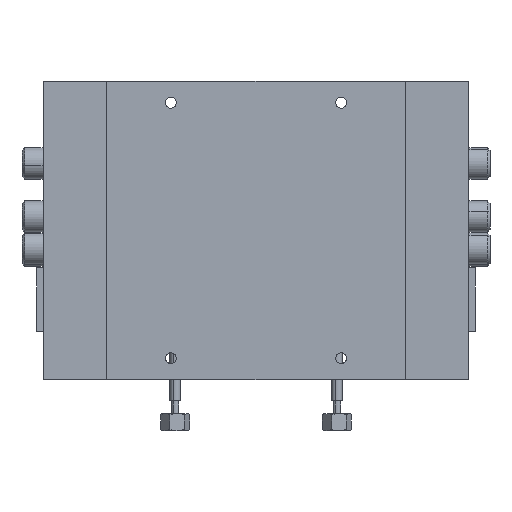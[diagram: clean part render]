
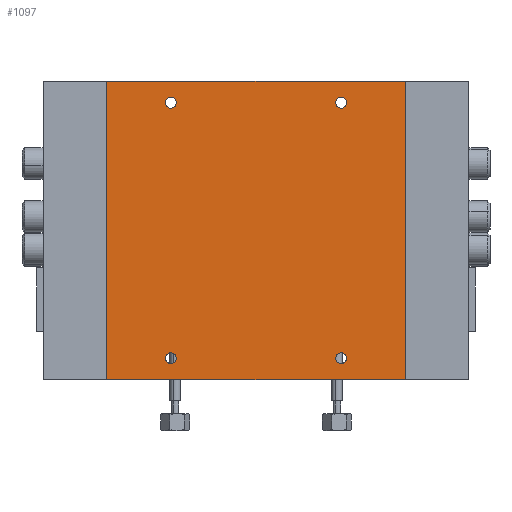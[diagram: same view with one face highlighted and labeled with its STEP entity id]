
A CAD part, front view. The second image highlights one B-rep face of the part: STEP entity #1097.
In plain terms, the highlighted planar face has unit normal (0, -1, 0).
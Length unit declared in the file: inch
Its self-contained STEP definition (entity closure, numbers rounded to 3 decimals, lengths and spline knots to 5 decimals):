
#452 = VERTEX_POINT ( 'NONE', #6485 ) ;
#453 = VERTEX_POINT ( 'NONE', #6484 ) ;
#455 = EDGE_CURVE ( 'NONE', #453, #452, #6483, .T. ) ;
#904 = VERTEX_POINT ( 'NONE', #7269 ) ;
#928 = EDGE_CURVE ( 'NONE', #929, #930, #7298, .T. ) ;
#929 = VERTEX_POINT ( 'NONE', #7289 ) ;
#930 = VERTEX_POINT ( 'NONE', #7352 ) ;
#962 = EDGE_CURVE ( 'NONE', #904, #963, #7372, .T. ) ;
#963 = VERTEX_POINT ( 'NONE', #7368 ) ;
#1097 = ADVANCED_FACE ( 'NONE', ( #7593, #7589, #7588, #7587, #7586 ), #7585, .F. ) ;
#1098 = ORIENTED_EDGE ( 'NONE', *, *, #1099, .T. ) ;
#1099 = EDGE_CURVE ( 'NONE', #5624, #5623, #7579, .T. ) ;
#1100 = ORIENTED_EDGE ( 'NONE', *, *, #5622, .T. ) ;
#1101 = EDGE_LOOP ( 'NONE', ( #1102, #1104 ) ) ;
#1102 = ORIENTED_EDGE ( 'NONE', *, *, #1103, .T. ) ;
#1103 = EDGE_CURVE ( 'NONE', #5674, #5620, #7575, .T. ) ;
#1104 = ORIENTED_EDGE ( 'NONE', *, *, #5619, .T. ) ;
#1105 = EDGE_LOOP ( 'NONE', ( #1106, #1108 ) ) ;
#1106 = ORIENTED_EDGE ( 'NONE', *, *, #1107, .T. ) ;
#1107 = EDGE_CURVE ( 'NONE', #5673, #5672, #7634, .T. ) ;
#1108 = ORIENTED_EDGE ( 'NONE', *, *, #5671, .T. ) ;
#1110 = EDGE_CURVE ( 'NONE', #904, #929, #7629, .T. ) ;
#1120 = EDGE_CURVE ( 'NONE', #963, #930, #7622, .T. ) ;
#1122 = EDGE_LOOP ( 'NONE', ( #1098, #1100 ) ) ;
#1159 = EDGE_LOOP ( 'NONE', ( #1160, #1162 ) ) ;
#1160 = ORIENTED_EDGE ( 'NONE', *, *, #1161, .T. ) ;
#1161 = EDGE_CURVE ( 'NONE', #452, #453, #7678, .T. ) ;
#1162 = ORIENTED_EDGE ( 'NONE', *, *, #455, .T. ) ;
#1163 = EDGE_LOOP ( 'NONE', ( #1164, #1165, #1166, #1168 ) ) ;
#1164 = ORIENTED_EDGE ( 'NONE', *, *, #1120, .F. ) ;
#1165 = ORIENTED_EDGE ( 'NONE', *, *, #962, .F. ) ;
#1166 = ORIENTED_EDGE ( 'NONE', *, *, #1110, .T. ) ;
#1168 = ORIENTED_EDGE ( 'NONE', *, *, #928, .T. ) ;
#5619 = EDGE_CURVE ( 'NONE', #5620, #5674, #15767, .T. ) ;
#5620 = VERTEX_POINT ( 'NONE', #15757 ) ;
#5622 = EDGE_CURVE ( 'NONE', #5623, #5624, #15756, .T. ) ;
#5623 = VERTEX_POINT ( 'NONE', #15812 ) ;
#5624 = VERTEX_POINT ( 'NONE', #15811 ) ;
#5671 = EDGE_CURVE ( 'NONE', #5672, #5673, #15854, .T. ) ;
#5672 = VERTEX_POINT ( 'NONE', #15908 ) ;
#5673 = VERTEX_POINT ( 'NONE', #15907 ) ;
#5674 = VERTEX_POINT ( 'NONE', #15906 ) ;
#6479 = DIRECTION ( 'NONE',  ( -1., 0., 0. ) ) ;
#6480 = DIRECTION ( 'NONE',  ( 0., 1., 0. ) ) ;
#6481 = CARTESIAN_POINT ( 'NONE',  ( 1., 0.04, -1.5 ) ) ;
#6482 = AXIS2_PLACEMENT_3D ( 'NONE', #6481, #6480, #6479 ) ;
#6483 = CIRCLE ( 'NONE', #6482, 0.06425 ) ;
#6484 = CARTESIAN_POINT ( 'NONE',  ( 1., 0.04, -1.56425 ) ) ;
#6485 = CARTESIAN_POINT ( 'NONE',  ( 1., 0.04, -1.43575 ) ) ;
#7269 = CARTESIAN_POINT ( 'NONE',  ( 1.75, 0.04, -1.75 ) ) ;
#7289 = CARTESIAN_POINT ( 'NONE',  ( 1.75, 0.04, 1.75 ) ) ;
#7290 = DIRECTION ( 'NONE',  ( -1., 0., 0. ) ) ;
#7291 = VECTOR ( 'NONE', #7290, 39.37008 ) ;
#7292 = CARTESIAN_POINT ( 'NONE',  ( 1.75, 0.04, 1.75 ) ) ;
#7298 = LINE ( 'NONE', #7292, #7291 ) ;
#7352 = CARTESIAN_POINT ( 'NONE',  ( -1.75, 0.04, 1.75 ) ) ;
#7368 = CARTESIAN_POINT ( 'NONE',  ( -1.75, 0.04, -1.75 ) ) ;
#7369 = DIRECTION ( 'NONE',  ( -1., 0., 0. ) ) ;
#7370 = VECTOR ( 'NONE', #7369, 39.37008 ) ;
#7371 = CARTESIAN_POINT ( 'NONE',  ( 1.75, 0.04, -1.75 ) ) ;
#7372 = LINE ( 'NONE', #7371, #7370 ) ;
#7571 = DIRECTION ( 'NONE',  ( -1., 0., 0. ) ) ;
#7572 = DIRECTION ( 'NONE',  ( 0., 1., 0. ) ) ;
#7573 = CARTESIAN_POINT ( 'NONE',  ( -1., 0.04, -1.5 ) ) ;
#7574 = AXIS2_PLACEMENT_3D ( 'NONE', #7573, #7572, #7571 ) ;
#7575 = CIRCLE ( 'NONE', #7574, 0.06425 ) ;
#7576 = DIRECTION ( 'NONE',  ( -1., 0., 0. ) ) ;
#7577 = DIRECTION ( 'NONE',  ( 0., 1., 0. ) ) ;
#7578 = AXIS2_PLACEMENT_3D ( 'NONE', #7583, #7577, #7576 ) ;
#7579 = CIRCLE ( 'NONE', #7578, 0.06425 ) ;
#7580 = DIRECTION ( 'NONE',  ( -1., 0., 0. ) ) ;
#7581 = DIRECTION ( 'NONE',  ( 0., 1., 0. ) ) ;
#7582 = CARTESIAN_POINT ( 'NONE',  ( 1.75, 0.04, -1.75 ) ) ;
#7583 = CARTESIAN_POINT ( 'NONE',  ( -1., 0.04, 1.5 ) ) ;
#7584 = AXIS2_PLACEMENT_3D ( 'NONE', #7582, #7581, #7580 ) ;
#7585 = PLANE ( 'NONE',  #7584 ) ;
#7586 = FACE_OUTER_BOUND ( 'NONE', #1163, .T. ) ;
#7587 = FACE_BOUND ( 'NONE', #1159, .T. ) ;
#7588 = FACE_BOUND ( 'NONE', #1105, .T. ) ;
#7589 = FACE_BOUND ( 'NONE', #1101, .T. ) ;
#7593 = FACE_BOUND ( 'NONE', #1122, .T. ) ;
#7616 = DIRECTION ( 'NONE',  ( 0., 0., 1. ) ) ;
#7617 = VECTOR ( 'NONE', #7616, 39.37008 ) ;
#7618 = CARTESIAN_POINT ( 'NONE',  ( -1.75, 0.04, -1.75 ) ) ;
#7622 = LINE ( 'NONE', #7618, #7617 ) ;
#7626 = DIRECTION ( 'NONE',  ( 0., 0., 1. ) ) ;
#7627 = VECTOR ( 'NONE', #7626, 39.37008 ) ;
#7628 = CARTESIAN_POINT ( 'NONE',  ( 1.75, 0.04, -1.75 ) ) ;
#7629 = LINE ( 'NONE', #7628, #7627 ) ;
#7630 = DIRECTION ( 'NONE',  ( -1., 0., 0. ) ) ;
#7631 = DIRECTION ( 'NONE',  ( 0., 1., 0. ) ) ;
#7632 = CARTESIAN_POINT ( 'NONE',  ( 1., 0.04, 1.5 ) ) ;
#7633 = AXIS2_PLACEMENT_3D ( 'NONE', #7632, #7631, #7630 ) ;
#7634 = CIRCLE ( 'NONE', #7633, 0.06425 ) ;
#7674 = DIRECTION ( 'NONE',  ( -1., 0., 0. ) ) ;
#7675 = DIRECTION ( 'NONE',  ( 0., 1., 0. ) ) ;
#7676 = CARTESIAN_POINT ( 'NONE',  ( 1., 0.04, -1.5 ) ) ;
#7677 = AXIS2_PLACEMENT_3D ( 'NONE', #7676, #7675, #7674 ) ;
#7678 = CIRCLE ( 'NONE', #7677, 0.06425 ) ;
#15756 = CIRCLE ( 'NONE', #15816, 0.06425 ) ;
#15757 = CARTESIAN_POINT ( 'NONE',  ( -1., 0.04, -1.56425 ) ) ;
#15758 = DIRECTION ( 'NONE',  ( -1., 0., 0. ) ) ;
#15759 = DIRECTION ( 'NONE',  ( 0., 1., 0. ) ) ;
#15760 = CARTESIAN_POINT ( 'NONE',  ( -1., 0.04, -1.5 ) ) ;
#15761 = AXIS2_PLACEMENT_3D ( 'NONE', #15760, #15759, #15758 ) ;
#15767 = CIRCLE ( 'NONE', #15761, 0.06425 ) ;
#15811 = CARTESIAN_POINT ( 'NONE',  ( -1., 0.04, 1.56425 ) ) ;
#15812 = CARTESIAN_POINT ( 'NONE',  ( -1., 0.04, 1.43575 ) ) ;
#15813 = DIRECTION ( 'NONE',  ( -1., 0., 0. ) ) ;
#15814 = DIRECTION ( 'NONE',  ( 0., 1., 0. ) ) ;
#15815 = CARTESIAN_POINT ( 'NONE',  ( -1., 0.04, 1.5 ) ) ;
#15816 = AXIS2_PLACEMENT_3D ( 'NONE', #15815, #15814, #15813 ) ;
#15847 = CARTESIAN_POINT ( 'NONE',  ( 1., 0.04, 1.5 ) ) ;
#15848 = AXIS2_PLACEMENT_3D ( 'NONE', #15847, #15910, #15909 ) ;
#15854 = CIRCLE ( 'NONE', #15848, 0.06425 ) ;
#15906 = CARTESIAN_POINT ( 'NONE',  ( -1., 0.04, -1.43575 ) ) ;
#15907 = CARTESIAN_POINT ( 'NONE',  ( 1., 0.04, 1.56425 ) ) ;
#15908 = CARTESIAN_POINT ( 'NONE',  ( 1., 0.04, 1.43575 ) ) ;
#15909 = DIRECTION ( 'NONE',  ( -1., 0., 0. ) ) ;
#15910 = DIRECTION ( 'NONE',  ( 0., 1., 0. ) ) ;
